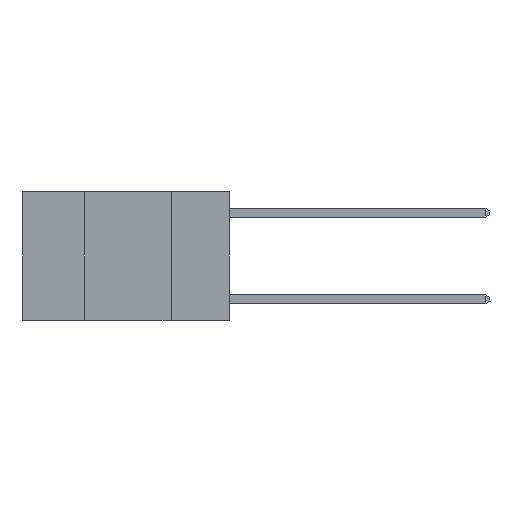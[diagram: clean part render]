
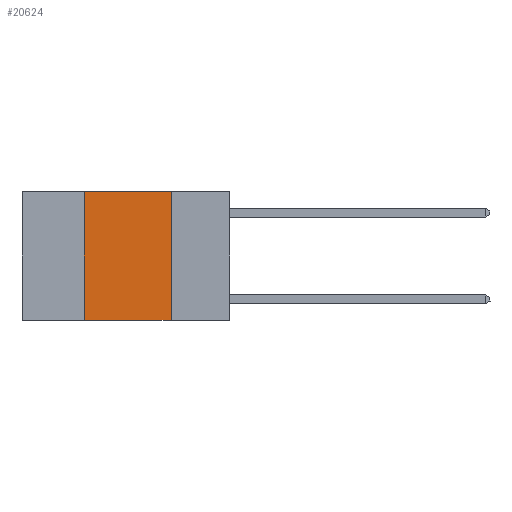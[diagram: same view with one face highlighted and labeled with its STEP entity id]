
A CAD part, left-side view. The second image highlights one B-rep face of the part: STEP entity #20624.
In plain terms, the highlighted planar face has unit normal (-1, 0, 0).
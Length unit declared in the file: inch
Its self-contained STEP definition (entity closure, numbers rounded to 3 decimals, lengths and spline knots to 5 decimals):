
#289 = VECTOR ( 'NONE', #4798, 39.37008 ) ;
#1169 = VERTEX_POINT ( 'NONE', #11928 ) ;
#1388 = VECTOR ( 'NONE', #1989, 39.37008 ) ;
#1404 = AXIS2_PLACEMENT_3D ( 'NONE', #6953, #20447, #8875 ) ;
#1989 = DIRECTION ( 'NONE',  ( 0., 0., -1. ) ) ;
#2829 = ORIENTED_EDGE ( 'NONE', *, *, #20575, .T. ) ;
#4132 = VERTEX_POINT ( 'NONE', #23914 ) ;
#4461 = LINE ( 'NONE', #5959, #15392 ) ;
#4798 = DIRECTION ( 'NONE',  ( 0., -1., 0. ) ) ;
#5959 = CARTESIAN_POINT ( 'NONE',  ( 0., 0.42, 0. ) ) ;
#6953 = CARTESIAN_POINT ( 'NONE',  ( 0., 0.6, 0. ) ) ;
#7224 = LINE ( 'NONE', #13608, #1388 ) ;
#8651 = LINE ( 'NONE', #22457, #12570 ) ;
#8772 = EDGE_CURVE ( 'NONE', #22033, #4132, #8651, .T. ) ;
#8875 = DIRECTION ( 'NONE',  ( 0., 0., -1. ) ) ;
#11792 = EDGE_LOOP ( 'NONE', ( #11956, #22188, #17714, #2829 ) ) ;
#11928 = CARTESIAN_POINT ( 'NONE',  ( 0., 0.17, -0.37 ) ) ;
#11956 = ORIENTED_EDGE ( 'NONE', *, *, #24376, .F. ) ;
#12570 = VECTOR ( 'NONE', #16781, 39.37008 ) ;
#13608 = CARTESIAN_POINT ( 'NONE',  ( 0., 0.17, 0. ) ) ;
#14602 = FACE_OUTER_BOUND ( 'NONE', #11792, .T. ) ;
#15392 = VECTOR ( 'NONE', #17561, 39.37008 ) ;
#15831 = LINE ( 'NONE', #18259, #289 ) ;
#15880 = CARTESIAN_POINT ( 'NONE',  ( 0., 0.42, -0.37 ) ) ;
#16781 = DIRECTION ( 'NONE',  ( 0., -1., 0. ) ) ;
#17561 = DIRECTION ( 'NONE',  ( 0., 0., 1. ) ) ;
#17714 = ORIENTED_EDGE ( 'NONE', *, *, #23102, .F. ) ;
#18259 = CARTESIAN_POINT ( 'NONE',  ( 0., 0.6, -0.37 ) ) ;
#18511 = PLANE ( 'NONE',  #1404 ) ;
#20447 = DIRECTION ( 'NONE',  ( 1., 0., 0. ) ) ;
#20575 = EDGE_CURVE ( 'NONE', #23222, #1169, #15831, .T. ) ;
#20624 = ADVANCED_FACE ( 'NONE', ( #14602 ), #18511, .F. ) ;
#22033 = VERTEX_POINT ( 'NONE', #24282 ) ;
#22188 = ORIENTED_EDGE ( 'NONE', *, *, #8772, .F. ) ;
#22457 = CARTESIAN_POINT ( 'NONE',  ( 0., 0.6, 0. ) ) ;
#23102 = EDGE_CURVE ( 'NONE', #23222, #22033, #4461, .T. ) ;
#23222 = VERTEX_POINT ( 'NONE', #15880 ) ;
#23914 = CARTESIAN_POINT ( 'NONE',  ( 0., 0.17, 0. ) ) ;
#24282 = CARTESIAN_POINT ( 'NONE',  ( 0., 0.42, 0. ) ) ;
#24376 = EDGE_CURVE ( 'NONE', #4132, #1169, #7224, .T. ) ;
